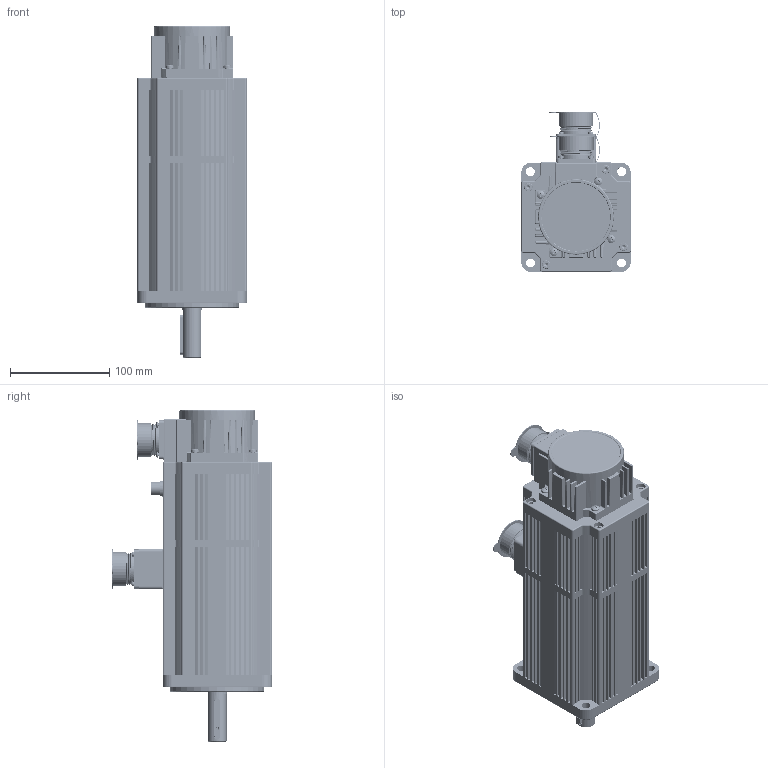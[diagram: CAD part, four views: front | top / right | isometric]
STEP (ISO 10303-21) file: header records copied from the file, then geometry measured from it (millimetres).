
FILE_DESCRIPTION (( 'STEP AP203' ), '1' );
FILE_NAME ('110ST-Z1M05030×Ü×°-3D.STEP', '2020-02-21T05:22:57', ( '' ), ( '' ), 'SwSTEP 2.0', 'SolidWorks 2018', '' );
FILE_SCHEMA (( 'CONFIG_CONTROL_DESIGN' ));
Length unit declared in the file: millimetre
Products named in the file (33): 航空插座安装座密封垫; 110后端盖（不带钢套）抱闸; 110ST抱闸机壳（精加工）; 110ST-Z1M05030軞蚾-3D; hexagon socket head cap screws gb_GB_FASTENER_SCREWS_HSHCS M4X20-N; 电机动力线航空插座; 110ST-M05030机壳（精加工）; cross recessed pan head screws gb_GB_CROSS_SCREWS_TYPE1 M4X12-12  H type-N; す瑩6X6X45; 110綴傷裔ㄗ湍詩杶ㄘ; 晤鎢ん瑤諾脣釱; hexagon socket head cap screws gb_GB_FASTENER_SCREWS_HSHCS M5X50-N; deep groove ball bearings gb_Rolling bearings 6304 GB 276-94; 110ST-M05030蛌粣-惕掅; d47詩杶; 瑤諾脣釱躇猾菜; XS12J3Y; cross recessed pan head screws gb_GB_CROSS_SCREWS_TYPE1 M3X12-12  H type-N; deep groove ball bearings gb_Rolling bearings 6204 GB 276-94; 110ST-M05030隅赽郪璃; 蚐猾20X40X7; 坋趼郪磁蹟隊M3X32; d52詩杶; 110晤鎢ん欶; 110前端盖（不带钢套）-米格外观; hexagon socket head cap screws gb_GB_FASTENER_SCREWS_HSHCS M5X20-N; 110ST-M05030惕掅蛌赽; 110后端盖（带钢套）抱闸; 110晤鎢ん欶躇猾菜; 110ヶ傷裔ㄗ湍詩杶ㄘ; 110綴傷裔ㄗ祥湍詩杶ㄘ; 脣釱菁釱; hexagon socket head cap screws gb_GB_FASTENER_SCREWS_HSHCS M3X6-N
Assembly tree (50 placements, depth 3):
  110ST-Z1M05030軞蚾-3D
    110ST-M05030隅赽郪璃
      110ST-M05030机壳（精加工）
      航空插座安装座密封垫
      脣釱菁釱
      瑤諾脣釱躇猾菜
      电机动力线航空插座
      坋趼郪磁蹟隊M3X32  x4
    110ヶ傷裔ㄗ湍詩杶ㄘ
      d52詩杶
      110前端盖（不带钢套）-米格外观
    110ST-M05030惕掅蛌赽
      110ST-M05030蛌粣-惕掅
      deep groove ball bearings gb_Rolling bearings 6204 GB 276-94
      deep groove ball bearings gb_Rolling bearings 6304 GB 276-94
    110后端盖（带钢套）抱闸
      110后端盖（不带钢套）抱闸
      d47詩杶
    110ST抱闸机壳（精加工）
    110綴傷裔ㄗ湍詩杶ㄘ
      110綴傷裔ㄗ祥湍詩杶ㄘ
      d47詩杶
    110晤鎢ん欶躇猾菜
    110晤鎢ん欶
    瑤諾脣釱躇猾菜
    晤鎢ん瑤諾脣釱
    XS12J3Y
    cross recessed pan head screws gb_GB_CROSS_SCREWS_TYPE1 M3X12-12  H type-N  x4
    hexagon socket head cap screws gb_GB_FASTENER_SCREWS_HSHCS M5X20-N  x4
    hexagon socket head cap screws gb_GB_FASTENER_SCREWS_HSHCS M5X50-N  x4
    cross recessed pan head screws gb_GB_CROSS_SCREWS_TYPE1 M4X12-12  H type-N  x4
    hexagon socket head cap screws gb_GB_FASTENER_SCREWS_HSHCS M4X20-N
    hexagon socket head cap screws gb_GB_FASTENER_SCREWS_HSHCS M3X6-N  x2
    蚐猾20X40X7
    す瑩6X6X45
Bounding box: 110 x 160.7 x 334 mm (x, y, z)
Volume: 973158.9 mm3; surface area: 532575.5 mm2
Topology: 45 solids, 45 shells, 3847 faces, 10440 edges, 6656 vertices
Faces by surface type: cylinder 1590, plane 1373, cone 243, bspline 236, torus 229, sphere 176
Entity records: 113101 total; most frequent: CARTESIAN_POINT 39463, ORIENTED_EDGE 15050, DIRECTION 14180, EDGE_CURVE 7525, AXIS2_PLACEMENT_3D 5312, VERTEX_POINT 4834, VECTOR 3556, LINE 3556
